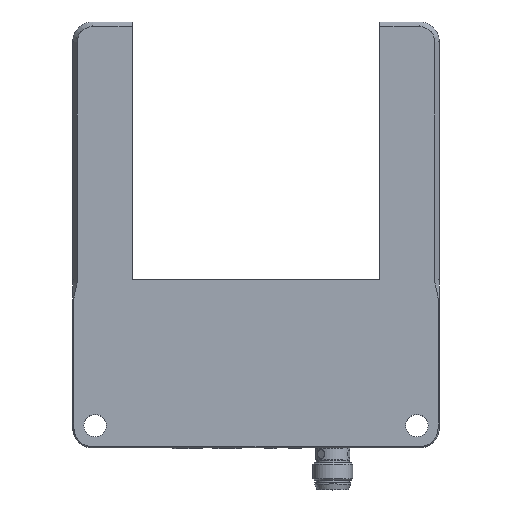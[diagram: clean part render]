
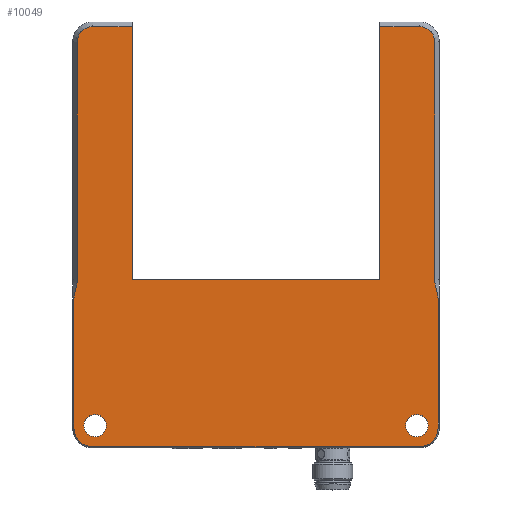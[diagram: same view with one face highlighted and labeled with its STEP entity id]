
A CAD part, top view. The second image highlights one B-rep face of the part: STEP entity #10049.
In plain terms, the highlighted planar face has unit normal (0, 0, 1).
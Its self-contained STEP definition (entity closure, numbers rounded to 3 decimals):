
#368=FACE_BOUND('',#1437,.T.);
#369=FACE_BOUND('',#1438,.T.);
#427=ELLIPSE('',#10677,7.871,6.817);
#428=ELLIPSE('',#10678,7.871,6.817);
#429=ELLIPSE('',#10681,7.871,6.817);
#430=ELLIPSE('',#10682,7.871,6.817);
#600=CIRCLE('',#10671,3.076);
#602=CIRCLE('',#10673,3.076);
#603=CIRCLE('',#10675,3.076);
#604=CIRCLE('',#10676,3.076);
#605=CIRCLE('',#10679,3.769);
#606=CIRCLE('',#10680,3.769);
#607=CIRCLE('',#10683,2.25);
#608=CIRCLE('',#10684,2.25);
#854=FACE_OUTER_BOUND('',#1436,.T.);
#1436=EDGE_LOOP('',(#6716,#6717,#6718,#6719,#6720,#6721,#6722,#6723,#6724,
#6725,#6726,#6727,#6728,#6729,#6730,#6731,#6732,#6733,#6734,#6735,#6736,
#6737,#6738,#6739));
#1437=EDGE_LOOP('',(#6740));
#1438=EDGE_LOOP('',(#6741));
#2061=LINE('',#13913,#3077);
#2069=LINE('',#13934,#3085);
#2070=LINE('',#13940,#3086);
#2081=LINE('',#13968,#3097);
#2107=LINE('',#14051,#3123);
#2108=LINE('',#14053,#3124);
#2109=LINE('',#14055,#3125);
#2110=LINE('',#14057,#3126);
#2111=LINE('',#14059,#3127);
#2112=LINE('',#14064,#3128);
#2113=LINE('',#14070,#3129);
#2114=LINE('',#14074,#3130);
#2115=LINE('',#14078,#3131);
#2116=LINE('',#14083,#3132);
#3077=VECTOR('',#11395,10.);
#3085=VECTOR('',#11407,10.);
#3086=VECTOR('',#11410,10.);
#3097=VECTOR('',#11427,10.);
#3123=VECTOR('',#11503,10.);
#3124=VECTOR('',#11504,10.);
#3125=VECTOR('',#11505,10.);
#3126=VECTOR('',#11506,10.);
#3127=VECTOR('',#11507,10.);
#3128=VECTOR('',#11512,10.);
#3129=VECTOR('',#11517,10.);
#3130=VECTOR('',#11520,10.);
#3131=VECTOR('',#11523,10.);
#3132=VECTOR('',#11528,10.);
#4097=VERTEX_POINT('',#13907);
#4099=VERTEX_POINT('',#13912);
#4106=VERTEX_POINT('',#13928);
#4107=VERTEX_POINT('',#13932);
#4108=VERTEX_POINT('',#13936);
#4119=VERTEX_POINT('',#13964);
#4147=VERTEX_POINT('',#14040);
#4150=VERTEX_POINT('',#14046);
#4151=VERTEX_POINT('',#14050);
#4152=VERTEX_POINT('',#14052);
#4153=VERTEX_POINT('',#14054);
#4154=VERTEX_POINT('',#14056);
#4155=VERTEX_POINT('',#14058);
#4156=VERTEX_POINT('',#14061);
#4157=VERTEX_POINT('',#14063);
#4158=VERTEX_POINT('',#14065);
#4159=VERTEX_POINT('',#14067);
#4160=VERTEX_POINT('',#14069);
#4161=VERTEX_POINT('',#14071);
#4162=VERTEX_POINT('',#14073);
#4163=VERTEX_POINT('',#14075);
#4164=VERTEX_POINT('',#14077);
#4165=VERTEX_POINT('',#14079);
#4166=VERTEX_POINT('',#14081);
#4167=VERTEX_POINT('',#14084);
#4168=VERTEX_POINT('',#14086);
#5105=EDGE_CURVE('',#4099,#4097,#2061,.T.);
#5114=EDGE_CURVE('',#4106,#4107,#2069,.T.);
#5116=EDGE_CURVE('',#4107,#4108,#2070,.T.);
#5128=EDGE_CURVE('',#4119,#4099,#2081,.T.);
#5164=EDGE_CURVE('',#4119,#4147,#600,.T.);
#5168=EDGE_CURVE('',#4150,#4097,#602,.T.);
#5169=EDGE_CURVE('',#4151,#4150,#2107,.T.);
#5170=EDGE_CURVE('',#4152,#4151,#2108,.T.);
#5171=EDGE_CURVE('',#4152,#4153,#2109,.T.);
#5172=EDGE_CURVE('',#4154,#4153,#2110,.T.);
#5173=EDGE_CURVE('',#4155,#4154,#2111,.T.);
#5174=EDGE_CURVE('',#4106,#4155,#603,.T.);
#5175=EDGE_CURVE('',#4156,#4108,#604,.T.);
#5176=EDGE_CURVE('',#4157,#4156,#2112,.T.);
#5177=EDGE_CURVE('',#4157,#4158,#427,.T.);
#5178=EDGE_CURVE('',#4159,#4158,#428,.T.);
#5179=EDGE_CURVE('',#4160,#4159,#2113,.T.);
#5180=EDGE_CURVE('',#4161,#4160,#605,.T.);
#5181=EDGE_CURVE('',#4162,#4161,#2114,.T.);
#5182=EDGE_CURVE('',#4163,#4162,#606,.T.);
#5183=EDGE_CURVE('',#4163,#4164,#2115,.T.);
#5184=EDGE_CURVE('',#4165,#4164,#429,.T.);
#5185=EDGE_CURVE('',#4165,#4166,#430,.T.);
#5186=EDGE_CURVE('',#4147,#4166,#2116,.T.);
#5187=EDGE_CURVE('',#4167,#4167,#607,.T.);
#5188=EDGE_CURVE('',#4168,#4168,#608,.T.);
#6716=ORIENTED_EDGE('',*,*,#5168,.F.);
#6717=ORIENTED_EDGE('',*,*,#5169,.F.);
#6718=ORIENTED_EDGE('',*,*,#5170,.F.);
#6719=ORIENTED_EDGE('',*,*,#5171,.T.);
#6720=ORIENTED_EDGE('',*,*,#5172,.F.);
#6721=ORIENTED_EDGE('',*,*,#5173,.F.);
#6722=ORIENTED_EDGE('',*,*,#5174,.F.);
#6723=ORIENTED_EDGE('',*,*,#5114,.T.);
#6724=ORIENTED_EDGE('',*,*,#5116,.T.);
#6725=ORIENTED_EDGE('',*,*,#5175,.F.);
#6726=ORIENTED_EDGE('',*,*,#5176,.F.);
#6727=ORIENTED_EDGE('',*,*,#5177,.T.);
#6728=ORIENTED_EDGE('',*,*,#5178,.F.);
#6729=ORIENTED_EDGE('',*,*,#5179,.F.);
#6730=ORIENTED_EDGE('',*,*,#5180,.F.);
#6731=ORIENTED_EDGE('',*,*,#5181,.F.);
#6732=ORIENTED_EDGE('',*,*,#5182,.F.);
#6733=ORIENTED_EDGE('',*,*,#5183,.T.);
#6734=ORIENTED_EDGE('',*,*,#5184,.F.);
#6735=ORIENTED_EDGE('',*,*,#5185,.T.);
#6736=ORIENTED_EDGE('',*,*,#5186,.F.);
#6737=ORIENTED_EDGE('',*,*,#5164,.F.);
#6738=ORIENTED_EDGE('',*,*,#5128,.T.);
#6739=ORIENTED_EDGE('',*,*,#5105,.T.);
#6740=ORIENTED_EDGE('',*,*,#5187,.T.);
#6741=ORIENTED_EDGE('',*,*,#5188,.T.);
#9712=PLANE('',#10674);
#10049=ADVANCED_FACE('',(#854,#368,#369),#9712,.T.);
#10671=AXIS2_PLACEMENT_3D('',#14041,#11493,#11494);
#10673=AXIS2_PLACEMENT_3D('',#14048,#11499,#11500);
#10674=AXIS2_PLACEMENT_3D('',#14049,#11501,#11502);
#10675=AXIS2_PLACEMENT_3D('',#14060,#11508,#11509);
#10676=AXIS2_PLACEMENT_3D('',#14062,#11510,#11511);
#10677=AXIS2_PLACEMENT_3D('',#14066,#11513,#11514);
#10678=AXIS2_PLACEMENT_3D('',#14068,#11515,#11516);
#10679=AXIS2_PLACEMENT_3D('',#14072,#11518,#11519);
#10680=AXIS2_PLACEMENT_3D('',#14076,#11521,#11522);
#10681=AXIS2_PLACEMENT_3D('',#14080,#11524,#11525);
#10682=AXIS2_PLACEMENT_3D('',#14082,#11526,#11527);
#10683=AXIS2_PLACEMENT_3D('',#14085,#11529,#11530);
#10684=AXIS2_PLACEMENT_3D('',#14087,#11531,#11532);
#11395=DIRECTION('',(-1.,0.,0.));
#11407=DIRECTION('',(-1.,0.,0.));
#11410=DIRECTION('',(0.,-1.,0.));
#11427=DIRECTION('',(0.,1.,0.));
#11493=DIRECTION('center_axis',(0.,0.,-1.));
#11494=DIRECTION('ref_axis',(0.707,0.707,0.));
#11499=DIRECTION('center_axis',(0.,0.,-1.));
#11500=DIRECTION('ref_axis',(0.707,0.707,0.));
#11501=DIRECTION('center_axis',(0.,0.,1.));
#11502=DIRECTION('ref_axis',(1.,0.,0.));
#11503=DIRECTION('',(1.,0.,0.));
#11504=DIRECTION('',(0.,1.,0.));
#11505=DIRECTION('',(-1.,0.,0.));
#11506=DIRECTION('',(0.,-1.,0.));
#11507=DIRECTION('',(1.,0.,0.));
#11508=DIRECTION('center_axis',(0.,0.,-1.));
#11509=DIRECTION('ref_axis',(-0.707,0.707,0.));
#11510=DIRECTION('center_axis',(0.,0.,-1.));
#11511=DIRECTION('ref_axis',(-0.707,0.707,0.));
#11512=DIRECTION('',(0.,1.,0.));
#11513=DIRECTION('center_axis',(0.,0.,-1.));
#11514=DIRECTION('ref_axis',(1.,0.,0.));
#11515=DIRECTION('center_axis',(0.,0.,-1.));
#11516=DIRECTION('ref_axis',(-1.,0.,0.));
#11517=DIRECTION('',(0.,1.,0.));
#11518=DIRECTION('center_axis',(0.,0.,-1.));
#11519=DIRECTION('ref_axis',(-0.707,-0.707,0.));
#11520=DIRECTION('',(-1.,0.,0.));
#11521=DIRECTION('center_axis',(0.,0.,-1.));
#11522=DIRECTION('ref_axis',(0.707,-0.707,0.));
#11523=DIRECTION('',(0.,1.,0.));
#11524=DIRECTION('center_axis',(0.,0.,-1.));
#11525=DIRECTION('ref_axis',(1.,0.,0.));
#11526=DIRECTION('center_axis',(0.,0.,-1.));
#11527=DIRECTION('ref_axis',(-1.,0.,0.));
#11528=DIRECTION('',(0.,-1.,0.));
#11529=DIRECTION('center_axis',(0.,0.,-1.));
#11530=DIRECTION('ref_axis',(1.,0.,0.));
#11531=DIRECTION('center_axis',(0.,0.,-1.));
#11532=DIRECTION('ref_axis',(1.,0.,0.));
#13907=CARTESIAN_POINT('',(72.337,84.,12.));
#13912=CARTESIAN_POINT('',(72.5,84.,12.));
#13913=CARTESIAN_POINT('',(72.5,84.,12.));
#13928=CARTESIAN_POINT('',(1.663,84.,12.));
#13932=CARTESIAN_POINT('',(1.5,84.,12.));
#13934=CARTESIAN_POINT('',(11.,84.,12.));
#13936=CARTESIAN_POINT('',(1.5,83.793,12.));
#13940=CARTESIAN_POINT('',(1.5,84.,12.));
#13964=CARTESIAN_POINT('',(72.5,83.793,12.));
#13968=CARTESIAN_POINT('',(72.5,8.5,12.));
#14040=CARTESIAN_POINT('',(73.076,82.,12.));
#14041=CARTESIAN_POINT('Origin',(70.,82.,12.));
#14046=CARTESIAN_POINT('',(70.,85.076,12.));
#14048=CARTESIAN_POINT('Origin',(70.,82.,12.));
#14049=CARTESIAN_POINT('Origin',(37.,17.,12.));
#14050=CARTESIAN_POINT('',(62.,85.076,12.));
#14051=CARTESIAN_POINT('',(74.,85.076,12.));
#14052=CARTESIAN_POINT('',(62.,34.,12.));
#14053=CARTESIAN_POINT('',(62.,27.5,12.));
#14054=CARTESIAN_POINT('',(12.,34.,12.));
#14055=CARTESIAN_POINT('',(74.,34.,12.));
#14056=CARTESIAN_POINT('',(12.,85.076,12.));
#14057=CARTESIAN_POINT('',(12.,86.,12.));
#14058=CARTESIAN_POINT('',(4.,85.076,12.));
#14059=CARTESIAN_POINT('',(0.,85.076,12.));
#14060=CARTESIAN_POINT('Origin',(4.,82.,12.));
#14061=CARTESIAN_POINT('',(0.924,82.,12.));
#14062=CARTESIAN_POINT('Origin',(4.,82.,12.));
#14063=CARTESIAN_POINT('',(0.924,34.,12.));
#14064=CARTESIAN_POINT('',(0.924,71.375,12.));
#14065=CARTESIAN_POINT('',(0.577,32.,12.));
#14066=CARTESIAN_POINT('Origin',(-6.947,34.,12.));
#14067=CARTESIAN_POINT('',(0.231,30.,12.));
#14068=CARTESIAN_POINT('Origin',(8.102,30.,12.));
#14069=CARTESIAN_POINT('',(0.231,4.,12.));
#14070=CARTESIAN_POINT('',(0.231,25.5,12.));
#14071=CARTESIAN_POINT('',(4.,0.231,12.));
#14072=CARTESIAN_POINT('Origin',(4.,4.,12.));
#14073=CARTESIAN_POINT('',(70.,0.231,12.));
#14074=CARTESIAN_POINT('',(18.5,0.231,12.));
#14075=CARTESIAN_POINT('',(73.769,4.,12.));
#14076=CARTESIAN_POINT('Origin',(70.,4.,12.));
#14077=CARTESIAN_POINT('',(73.769,30.,12.));
#14078=CARTESIAN_POINT('',(73.769,27.5,12.));
#14079=CARTESIAN_POINT('',(73.423,32.,12.));
#14080=CARTESIAN_POINT('Origin',(65.898,30.,12.));
#14081=CARTESIAN_POINT('',(73.076,34.,12.));
#14082=CARTESIAN_POINT('Origin',(80.947,34.,12.));
#14083=CARTESIAN_POINT('',(73.076,42.125,12.));
#14084=CARTESIAN_POINT('',(2.25,4.5,12.));
#14085=CARTESIAN_POINT('Origin',(4.5,4.5,12.));
#14086=CARTESIAN_POINT('',(67.25,4.5,12.));
#14087=CARTESIAN_POINT('Origin',(69.5,4.5,12.));
